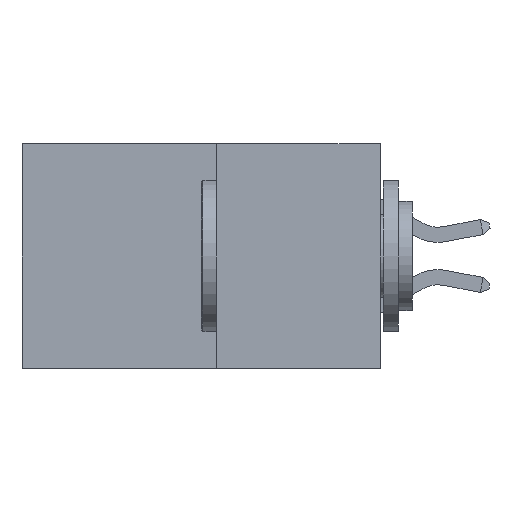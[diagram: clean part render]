
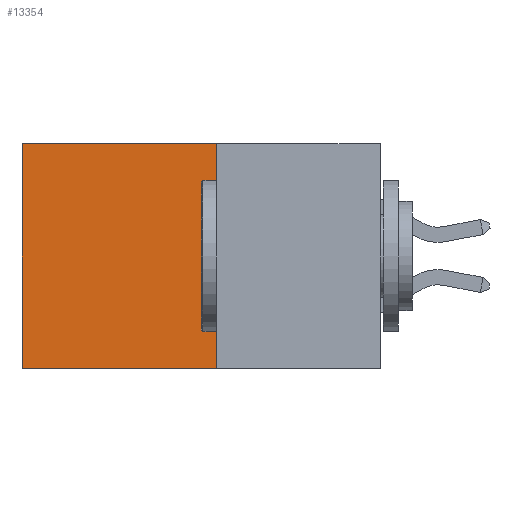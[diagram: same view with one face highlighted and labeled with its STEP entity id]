
A CAD part, left-side view. The second image highlights one B-rep face of the part: STEP entity #13354.
In plain terms, the highlighted planar face has unit normal (-1, 0, 0).
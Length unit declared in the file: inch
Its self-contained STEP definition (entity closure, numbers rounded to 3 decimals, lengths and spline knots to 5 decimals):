
#1250 = CARTESIAN_POINT ( 'NONE',  ( 0.277, 0.59, -0.37 ) ) ;
#1778 = DIRECTION ( 'NONE',  ( 0., 1., 0. ) ) ;
#3561 = CARTESIAN_POINT ( 'NONE',  ( 0.277, 0.27, 0. ) ) ;
#4328 = VECTOR ( 'NONE', #22447, 39.37008 ) ;
#4925 = ORIENTED_EDGE ( 'NONE', *, *, #5702, .T. ) ;
#5702 = EDGE_CURVE ( 'NONE', #30286, #26411, #10148, .T. ) ;
#6262 = ORIENTED_EDGE ( 'NONE', *, *, #17270, .F. ) ;
#7052 = PLANE ( 'NONE',  #23807 ) ;
#7430 = ORIENTED_EDGE ( 'NONE', *, *, #13164, .F. ) ;
#8007 = LINE ( 'NONE', #22793, #26735 ) ;
#8497 = CARTESIAN_POINT ( 'NONE',  ( 0.277, 0.59, 0. ) ) ;
#9423 = DIRECTION ( 'NONE',  ( 1., 0., 0. ) ) ;
#10148 = LINE ( 'NONE', #3561, #21190 ) ;
#10246 = CARTESIAN_POINT ( 'NONE',  ( 0.277, 0.27, -0.37 ) ) ;
#10296 = VECTOR ( 'NONE', #24755, 39.37008 ) ;
#11044 = LINE ( 'NONE', #15359, #10296 ) ;
#12877 = EDGE_LOOP ( 'NONE', ( #26137, #7430, #6262, #4925 ) ) ;
#13164 = EDGE_CURVE ( 'NONE', #20709, #17223, #8007, .T. ) ;
#13354 = ADVANCED_FACE ( 'NONE', ( #20902 ), #7052, .F. ) ;
#15359 = CARTESIAN_POINT ( 'NONE',  ( 0.277, 0.27, -0.37 ) ) ;
#16850 = LINE ( 'NONE', #1250, #4328 ) ;
#17223 = VERTEX_POINT ( 'NONE', #19969 ) ;
#17270 = EDGE_CURVE ( 'NONE', #30286, #20709, #11044, .T. ) ;
#19969 = CARTESIAN_POINT ( 'NONE',  ( 0.277, 0.59, -0.37 ) ) ;
#20709 = VERTEX_POINT ( 'NONE', #10246 ) ;
#20902 = FACE_OUTER_BOUND ( 'NONE', #12877, .T. ) ;
#21190 = VECTOR ( 'NONE', #1778, 39.37008 ) ;
#21577 = CARTESIAN_POINT ( 'NONE',  ( 0.277, 0.27, 0. ) ) ;
#22447 = DIRECTION ( 'NONE',  ( 0., 0., -1. ) ) ;
#22793 = CARTESIAN_POINT ( 'NONE',  ( 0.277, 0.27, -0.37 ) ) ;
#23483 = CARTESIAN_POINT ( 'NONE',  ( 0.277, 0.27, -0.37 ) ) ;
#23807 = AXIS2_PLACEMENT_3D ( 'NONE', #23483, #9423, #25838 ) ;
#24755 = DIRECTION ( 'NONE',  ( 0., 0., -1. ) ) ;
#24910 = EDGE_CURVE ( 'NONE', #26411, #17223, #16850, .T. ) ;
#25141 = DIRECTION ( 'NONE',  ( 0., 1., 0. ) ) ;
#25838 = DIRECTION ( 'NONE',  ( 0., 0., -1. ) ) ;
#26137 = ORIENTED_EDGE ( 'NONE', *, *, #24910, .T. ) ;
#26411 = VERTEX_POINT ( 'NONE', #8497 ) ;
#26735 = VECTOR ( 'NONE', #25141, 39.37008 ) ;
#30286 = VERTEX_POINT ( 'NONE', #21577 ) ;
